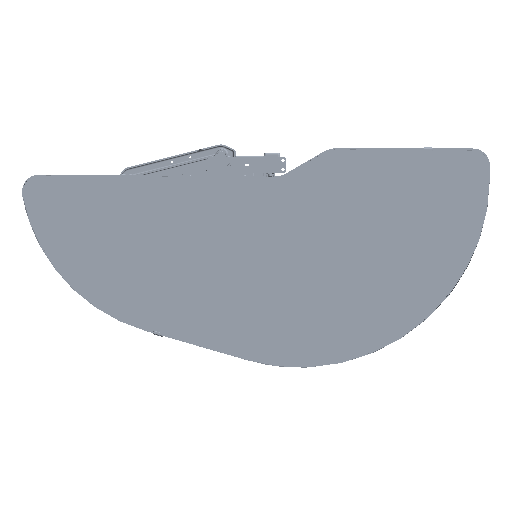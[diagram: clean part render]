
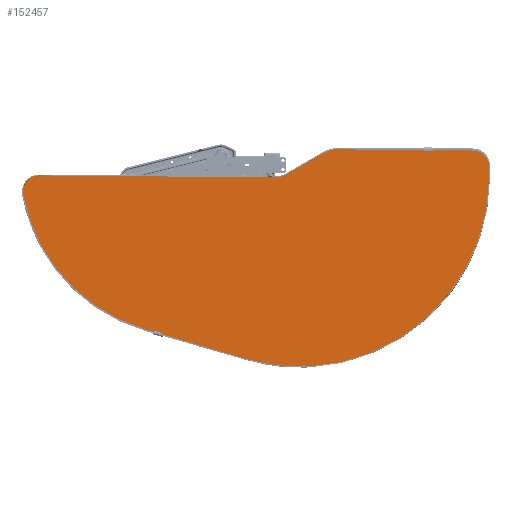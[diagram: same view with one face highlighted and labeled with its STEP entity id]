
A CAD part, top view. The second image highlights one B-rep face of the part: STEP entity #152457.
In plain terms, the highlighted planar face has unit normal (0, 0, 1).
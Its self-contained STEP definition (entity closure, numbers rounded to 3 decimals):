
#1115 = EDGE_CURVE ( 'NONE', #59226, #86213, #27647, .T. ) ;
#3667 = CIRCLE ( 'NONE', #162266, 45. ) ;
#4489 = EDGE_CURVE ( 'NONE', #24759, #38182, #110026, .T. ) ;
#5289 = DIRECTION ( 'NONE',  ( -0.981, -0.195, 0. ) ) ;
#5731 = CARTESIAN_POINT ( 'NONE',  ( 340.292, 132.924, 16. ) ) ;
#10402 = DIRECTION ( 'NONE',  ( 0.961, -0.275, 0. ) ) ;
#10919 = EDGE_CURVE ( 'NONE', #103471, #24759, #127063, .T. ) ;
#15689 = VECTOR ( 'NONE', #25558, 1000. ) ;
#16040 = VERTEX_POINT ( 'NONE', #57308 ) ;
#17202 = EDGE_CURVE ( 'NONE', #158847, #103471, #95039, .T. ) ;
#20428 = CARTESIAN_POINT ( 'NONE',  ( 197.758, 158.589, 16. ) ) ;
#21938 = AXIS2_PLACEMENT_3D ( 'NONE', #127338, #139620, #59928 ) ;
#22500 = CARTESIAN_POINT ( 'NONE',  ( 723.95, 133.579, 16. ) ) ;
#22901 = ORIENTED_EDGE ( 'NONE', *, *, #151963, .T. ) ;
#24759 = VERTEX_POINT ( 'NONE', #95476 ) ;
#25423 = DIRECTION ( 'NONE',  ( -1., 0., 0. ) ) ;
#25558 = DIRECTION ( 'NONE',  ( 0., 1., 0. ) ) ;
#26780 = LINE ( 'NONE', #59257, #134944 ) ;
#27647 = CIRCLE ( 'NONE', #34192, 337.752 ) ;
#34192 = AXIS2_PLACEMENT_3D ( 'NONE', #128049, #167606, #114718 ) ;
#36283 = DIRECTION ( 'NONE',  ( 0., 1., 0. ) ) ;
#37988 = LINE ( 'NONE', #168018, #39968 ) ;
#38182 = VERTEX_POINT ( 'NONE', #82386 ) ;
#39004 = CARTESIAN_POINT ( 'NONE',  ( 362.886, 139.007, 16. ) ) ;
#39968 = VECTOR ( 'NONE', #10402, 1000. ) ;
#40667 = ORIENTED_EDGE ( 'NONE', *, *, #100696, .T. ) ;
#41071 = VERTEX_POINT ( 'NONE', #121626 ) ;
#42353 = AXIS2_PLACEMENT_3D ( 'NONE', #20428, #139112, #5289 ) ;
#44733 = LINE ( 'NONE', #50510, #77923 ) ;
#48024 = DIRECTION ( 'NONE',  ( 0., 1., 0. ) ) ;
#50272 = CARTESIAN_POINT ( 'NONE',  ( 340.292, 177.924, 16. ) ) ;
#50510 = CARTESIAN_POINT ( 'NONE',  ( 694.95, 183.924, 16. ) ) ;
#51330 = VECTOR ( 'NONE', #86100, 1000. ) ;
#54567 = DIRECTION ( 'NONE',  ( 1., 0., 0. ) ) ;
#55670 = ORIENTED_EDGE ( 'NONE', *, *, #155034, .T. ) ;
#56279 = DIRECTION ( 'NONE',  ( 0., 0., -1. ) ) ;
#57308 = CARTESIAN_POINT ( 'NONE',  ( 723.95, 154.924, 16. ) ) ;
#58819 = CARTESIAN_POINT ( 'NONE',  ( 340.292, 132.924, 16. ) ) ;
#59226 = VERTEX_POINT ( 'NONE', #72614 ) ;
#59257 = CARTESIAN_POINT ( 'NONE',  ( 429.775, 177.841, 16. ) ) ;
#59928 = DIRECTION ( 'NONE',  ( 0., 1., 0. ) ) ;
#63452 = ORIENTED_EDGE ( 'NONE', *, *, #17202, .T. ) ;
#64730 = CARTESIAN_POINT ( 'NONE',  ( 694.95, 154.924, 16. ) ) ;
#65871 = DIRECTION ( 'NONE',  ( 1., 0., 0. ) ) ;
#69727 = CIRCLE ( 'NONE', #21938, 45. ) ;
#70216 = CARTESIAN_POINT ( 'NONE',  ( 308.347, 132.424, 16. ) ) ;
#71110 = CARTESIAN_POINT ( 'NONE',  ( 694.95, 183.924, 16. ) ) ;
#72614 = CARTESIAN_POINT ( 'NONE',  ( 293.357, -191.162, 16. ) ) ;
#73939 = LINE ( 'NONE', #142561, #15689 ) ;
#76037 = EDGE_CURVE ( 'NONE', #86213, #16040, #73939, .T. ) ;
#77923 = VECTOR ( 'NONE', #25423, 1000. ) ;
#78503 = AXIS2_PLACEMENT_3D ( 'NONE', #112602, #87544, #48024 ) ;
#78640 = CARTESIAN_POINT ( 'NONE',  ( 452.369, 183.924, 16. ) ) ;
#82386 = CARTESIAN_POINT ( 'NONE',  ( 112.545, -139.469, 16. ) ) ;
#82709 = EDGE_CURVE ( 'NONE', #100266, #158847, #3667, .T. ) ;
#85686 = ORIENTED_EDGE ( 'NONE', *, *, #4489, .T. ) ;
#86100 = DIRECTION ( 'NONE',  ( -1., 0., 0. ) ) ;
#86213 = VERTEX_POINT ( 'NONE', #22500 ) ;
#87437 = ORIENTED_EDGE ( 'NONE', *, *, #1115, .T. ) ;
#87544 = DIRECTION ( 'NONE',  ( 0., 0., 1. ) ) ;
#88384 = FACE_OUTER_BOUND ( 'NONE', #124503, .T. ) ;
#89791 = DIRECTION ( 'NONE',  ( 0., 0., -1. ) ) ;
#90046 = VERTEX_POINT ( 'NONE', #71110 ) ;
#94837 = ORIENTED_EDGE ( 'NONE', *, *, #76037, .T. ) ;
#95039 = LINE ( 'NONE', #58819, #51330 ) ;
#95476 = CARTESIAN_POINT ( 'NONE',  ( -106.32, 98.282, 16. ) ) ;
#96178 = EDGE_CURVE ( 'NONE', #41071, #100266, #26780, .T. ) ;
#98286 = VERTEX_POINT ( 'NONE', #78640 ) ;
#100266 = VERTEX_POINT ( 'NONE', #39004 ) ;
#100696 = EDGE_CURVE ( 'NONE', #90046, #98286, #44733, .T. ) ;
#103471 = VERTEX_POINT ( 'NONE', #166995 ) ;
#105406 = DIRECTION ( 'NONE',  ( 0., 0., 1. ) ) ;
#110026 = CIRCLE ( 'NONE', #42353, 310. ) ;
#112169 = DIRECTION ( 'NONE',  ( -0.865, -0.502, 0. ) ) ;
#112602 = CARTESIAN_POINT ( 'NONE',  ( -77.874, 103.924, 16. ) ) ;
#114718 = DIRECTION ( 'NONE',  ( -0.275, -0.961, 0. ) ) ;
#117133 = CIRCLE ( 'NONE', #148106, 29. ) ;
#117159 = ORIENTED_EDGE ( 'NONE', *, *, #10919, .T. ) ;
#121626 = CARTESIAN_POINT ( 'NONE',  ( 429.775, 177.841, 16. ) ) ;
#123098 = EDGE_CURVE ( 'NONE', #38182, #59226, #37988, .T. ) ;
#124503 = EDGE_LOOP ( 'NONE', ( #63452, #117159, #85686, #144387, #87437, #94837, #55670, #40667, #22901, #161514, #169605 ) ) ;
#127063 = CIRCLE ( 'NONE', #78503, 29. ) ;
#127338 = CARTESIAN_POINT ( 'NONE',  ( 452.369, 138.924, 16. ) ) ;
#128049 = CARTESIAN_POINT ( 'NONE',  ( 386.198, 133.579, 16. ) ) ;
#129959 = AXIS2_PLACEMENT_3D ( 'NONE', #70216, #56279, #54567 ) ;
#134944 = VECTOR ( 'NONE', #112169, 1000. ) ;
#139112 = DIRECTION ( 'NONE',  ( 0., 0., 1. ) ) ;
#139620 = DIRECTION ( 'NONE',  ( 0., 0., 1. ) ) ;
#142561 = CARTESIAN_POINT ( 'NONE',  ( 723.95, 133.579, 16. ) ) ;
#144387 = ORIENTED_EDGE ( 'NONE', *, *, #123098, .T. ) ;
#148106 = AXIS2_PLACEMENT_3D ( 'NONE', #64730, #105406, #65871 ) ;
#148781 = PLANE ( 'NONE',  #129959 ) ;
#151963 = EDGE_CURVE ( 'NONE', #98286, #41071, #69727, .T. ) ;
#152457 = ADVANCED_FACE ( 'NONE', ( #88384 ), #148781, .F. ) ;
#155034 = EDGE_CURVE ( 'NONE', #16040, #90046, #117133, .T. ) ;
#158847 = VERTEX_POINT ( 'NONE', #5731 ) ;
#161514 = ORIENTED_EDGE ( 'NONE', *, *, #96178, .T. ) ;
#162266 = AXIS2_PLACEMENT_3D ( 'NONE', #50272, #89791, #36283 ) ;
#166995 = CARTESIAN_POINT ( 'NONE',  ( -77.874, 132.924, 16. ) ) ;
#167606 = DIRECTION ( 'NONE',  ( 0., 0., 1. ) ) ;
#168018 = CARTESIAN_POINT ( 'NONE',  ( 112.545, -139.469, 16. ) ) ;
#169605 = ORIENTED_EDGE ( 'NONE', *, *, #82709, .T. ) ;
